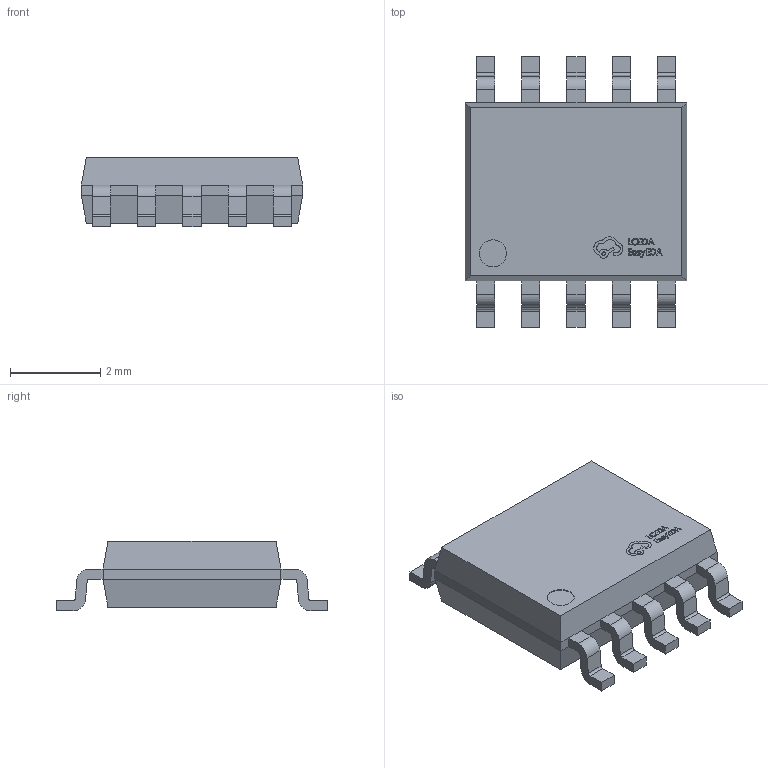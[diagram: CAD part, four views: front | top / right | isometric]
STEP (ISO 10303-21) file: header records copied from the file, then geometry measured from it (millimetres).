
FILE_DESCRIPTION (( 'STEP AP214' ), '1' );
FILE_NAME ('ESSOP-10_L4.9-W3.9-P1.0-LS6.0-TL-EP.step', '2022-07-26T09:44:46', ( '' ), ( '' ), 'SwSTEP 2.0', 'SolidWorks 2020', '' );
FILE_SCHEMA (( 'AUTOMOTIVE_DESIGN' ));
Length unit declared in the file: millimetre
Products named in the file (1): ESSOP-10_L4.9-W3.9-P1.0-LS6.0-TL-EP
Bounding box: 4.9 x 6 x 1.54 mm (x, y, z)
Volume: 28.4 mm3; surface area: 80.7 mm2
Topology: 14 solids, 14 shells, 447 faces, 1185 edges, 774 vertices
Faces by surface type: plane 293, bspline 112, cylinder 42
Entity records: 19356 total; most frequent: CARTESIAN_POINT 4511, ORIENTED_EDGE 2370, DIRECTION 1713, EDGE_CURVE 1185, VECTOR 873, LINE 873, VERTEX_POINT 774, EDGE_LOOP 467
